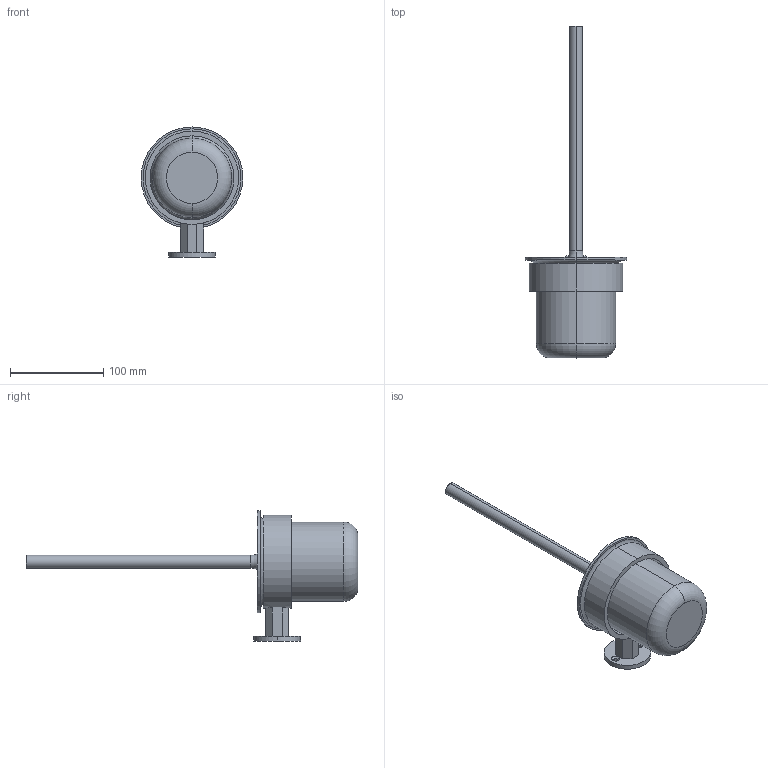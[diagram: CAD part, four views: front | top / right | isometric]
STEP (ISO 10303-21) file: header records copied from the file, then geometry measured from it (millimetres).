
FILE_DESCRIPTION (( 'STEP AP214' ), '1' );
FILE_NAME ('Toilet Brush.STEP', '2019-06-06T15:25:34', ( '' ), ( '' ), 'SwSTEP 2.0', 'SolidWorks 2019', '' );
FILE_SCHEMA (( 'AUTOMOTIVE_DESIGN' ));
Length unit declared in the file: millimetre
Products named in the file (4): TB pt3; TB pt2; TB pt1; Toilet Brush
Assembly tree (3 placements, depth 2):
  Toilet Brush
    TB pt1
    TB pt2
    TB pt3
Bounding box: 109 x 356 x 139.5 mm (x, y, z)
Volume: 576175.7 mm3; surface area: 132899.3 mm2
Topology: 3 solids, 3 shells, 64 faces, 137 edges, 82 vertices
Faces by surface type: cylinder 22, plane 18, torus 18, cone 6
Entity records: 1909 total; most frequent: DIRECTION 359, CARTESIAN_POINT 301, ORIENTED_EDGE 274, AXIS2_PLACEMENT_3D 156, EDGE_CURVE 137, CIRCLE 86, VERTEX_POINT 82, EDGE_LOOP 73
